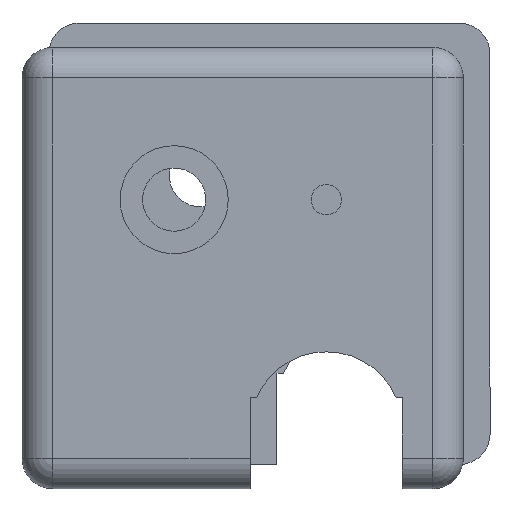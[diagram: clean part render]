
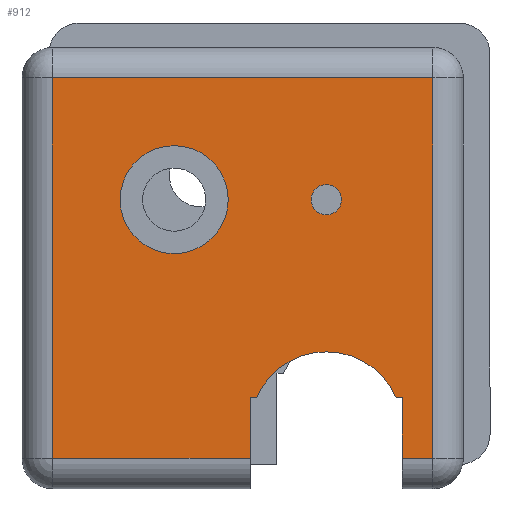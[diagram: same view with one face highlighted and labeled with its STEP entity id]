
A CAD part, front view. The second image highlights one B-rep face of the part: STEP entity #912.
In plain terms, the highlighted planar face has unit normal (0, -1, 0).
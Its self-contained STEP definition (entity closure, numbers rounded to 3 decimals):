
#42=PLANE($,#1001);
#70=LINE($,#1425,#144);
#86=LINE($,#1482,#160);
#87=LINE($,#1486,#161);
#89=LINE($,#1490,#163);
#91=LINE($,#1493,#165);
#92=LINE($,#1494,#166);
#93=LINE($,#1495,#167);
#94=LINE($,#1496,#168);
#95=LINE($,#1497,#169);
#144=VECTOR($,#1117,0.835);
#160=VECTOR($,#1185,4.);
#161=VECTOR($,#1190,26.);
#163=VECTOR($,#1194,8.);
#165=VECTOR($,#1198,0.835);
#166=VECTOR($,#1199,50.);
#167=VECTOR($,#1200,50.);
#168=VECTOR($,#1201,50.);
#169=VECTOR($,#1202,8.);
#212=FACE_BOUND($,#308,.T.);
#213=FACE_BOUND($,#309,.T.);
#244=FACE_OUTER_BOUND($,#307,.T.);
#307=EDGE_LOOP($,(#700,#701,#702,#703,#704,#705,#706,#707,#708,#709));
#308=EDGE_LOOP($,(#710));
#309=EDGE_LOOP($,(#711));
#356=CIRCLE($,#956,2.);
#358=CIRCLE($,#959,7.1);
#361=CIRCLE($,#964,10.);
#408=VERTEX_POINT($,#1376);
#410=VERTEX_POINT($,#1381);
#413=VERTEX_POINT($,#1389);
#414=VERTEX_POINT($,#1390);
#429=VERTEX_POINT($,#1424);
#432=VERTEX_POINT($,#1434);
#436=VERTEX_POINT($,#1448);
#439=VERTEX_POINT($,#1460);
#442=VERTEX_POINT($,#1472);
#444=VERTEX_POINT($,#1479);
#445=VERTEX_POINT($,#1484);
#446=VERTEX_POINT($,#1489);
#488=EDGE_CURVE($,#408,#408,#356,.T.);
#490=EDGE_CURVE($,#410,#410,#358,.T.);
#493=EDGE_CURVE($,#413,#414,#361,.T.);
#510=EDGE_CURVE($,#429,#413,#70,.T.);
#539=EDGE_CURVE($,#444,#442,#86,.T.);
#541=EDGE_CURVE($,#432,#445,#87,.T.);
#543=EDGE_CURVE($,#446,#444,#89,.T.);
#545=EDGE_CURVE($,#414,#446,#91,.T.);
#546=EDGE_CURVE($,#442,#439,#92,.T.);
#547=EDGE_CURVE($,#439,#436,#93,.T.);
#548=EDGE_CURVE($,#436,#432,#94,.T.);
#549=EDGE_CURVE($,#445,#429,#95,.T.);
#700=ORIENTED_EDGE($,*,*,#493,.T.);
#701=ORIENTED_EDGE($,*,*,#545,.T.);
#702=ORIENTED_EDGE($,*,*,#543,.T.);
#703=ORIENTED_EDGE($,*,*,#539,.T.);
#704=ORIENTED_EDGE($,*,*,#546,.T.);
#705=ORIENTED_EDGE($,*,*,#547,.T.);
#706=ORIENTED_EDGE($,*,*,#548,.T.);
#707=ORIENTED_EDGE($,*,*,#541,.T.);
#708=ORIENTED_EDGE($,*,*,#549,.T.);
#709=ORIENTED_EDGE($,*,*,#510,.T.);
#710=ORIENTED_EDGE($,*,*,#488,.T.);
#711=ORIENTED_EDGE($,*,*,#490,.T.);
#912=ADVANCED_FACE($,(#244,#212,#213),#42,.F.);
#956=AXIS2_PLACEMENT_3D($,#1377,#1074,#1075);
#959=AXIS2_PLACEMENT_3D($,#1382,#1080,#1081);
#964=AXIS2_PLACEMENT_3D($,#1391,#1090,#1091);
#1001=AXIS2_PLACEMENT_3D($,#1492,#1196,#1197);
#1074=DIRECTION('center_axis',(0.,1.,0.));
#1075=DIRECTION('ref_axis',(-1.,0.,0.));
#1080=DIRECTION('center_axis',(0.,1.,0.));
#1081=DIRECTION('ref_axis',(-1.,0.,0.));
#1090=DIRECTION('center_axis',(0.,1.,0.));
#1091=DIRECTION('ref_axis',(-1.,0.,0.));
#1117=DIRECTION($,(1.,0.,0.));
#1185=DIRECTION($,(1.,0.,0.));
#1190=DIRECTION($,(1.,0.,0.));
#1194=DIRECTION($,(0.,0.,-1.));
#1196=DIRECTION('center_axis',(0.,1.,0.));
#1197=DIRECTION('ref_axis',(-1.,0.,0.));
#1198=DIRECTION($,(1.,0.,0.));
#1199=DIRECTION($,(0.,0.,1.));
#1200=DIRECTION($,(-1.,0.,0.));
#1201=DIRECTION($,(0.,0.,-1.));
#1202=DIRECTION($,(0.,0.,1.));
#1376=CARTESIAN_POINT('',(42.,-10.,38.));
#1377=CARTESIAN_POINT('Origin',(40.,-10.,38.));
#1381=CARTESIAN_POINT('',(27.1,-10.,38.));
#1382=CARTESIAN_POINT('Origin',(20.,-10.,38.));
#1389=CARTESIAN_POINT('',(30.835,-10.,12.));
#1390=CARTESIAN_POINT('',(49.165,-10.,12.));
#1391=CARTESIAN_POINT('Origin',(40.,-10.,8.));
#1424=CARTESIAN_POINT('',(30.,-10.,12.));
#1425=CARTESIAN_POINT($,(30.469,-10.,12.));
#1434=CARTESIAN_POINT('',(4.,-10.,4.));
#1448=CARTESIAN_POINT('',(4.,-10.,54.));
#1460=CARTESIAN_POINT('',(54.,-10.,54.));
#1472=CARTESIAN_POINT('',(54.,-10.,4.));
#1479=CARTESIAN_POINT('',(50.,-10.,4.));
#1482=CARTESIAN_POINT($,(16.5,-10.,4.));
#1484=CARTESIAN_POINT('',(30.,-10.,4.));
#1486=CARTESIAN_POINT($,(16.5,-10.,4.));
#1489=CARTESIAN_POINT('',(50.,-10.,12.));
#1490=CARTESIAN_POINT($,(50.,-10.,14.5));
#1492=CARTESIAN_POINT('Origin',(29.,-10.,29.));
#1493=CARTESIAN_POINT($,(39.5,-10.,12.));
#1494=CARTESIAN_POINT($,(54.,-10.,16.5));
#1495=CARTESIAN_POINT($,(41.5,-10.,54.));
#1496=CARTESIAN_POINT($,(4.,-10.,41.5));
#1497=CARTESIAN_POINT($,(30.,-10.,20.5));
